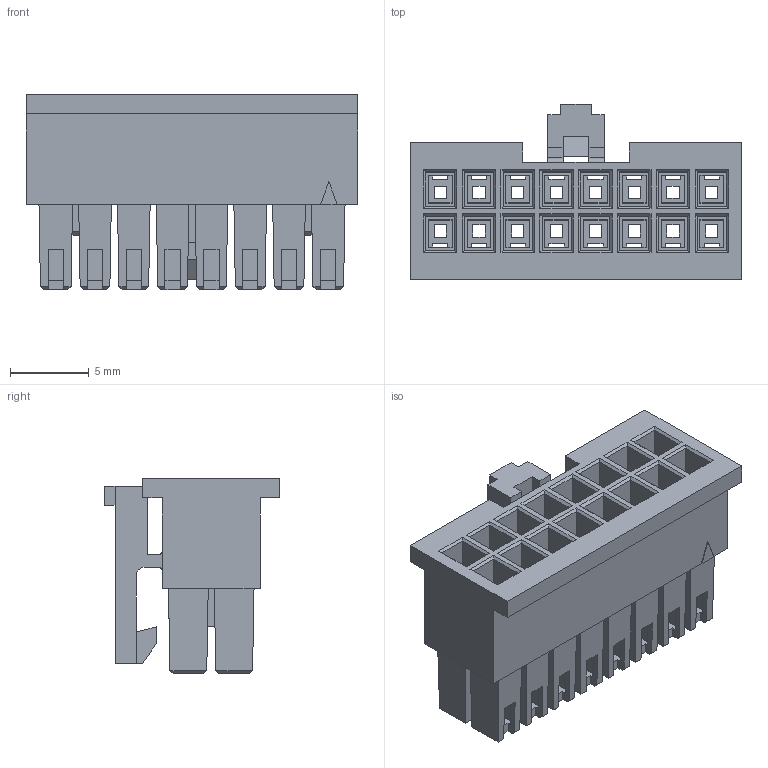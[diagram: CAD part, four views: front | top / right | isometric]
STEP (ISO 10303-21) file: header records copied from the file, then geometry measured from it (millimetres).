
FILE_DESCRIPTION( ('This file contains a STEP AP42 implementation' ,'as created by ZW3D STEP Interface translator.') ,'2;1' );
FILE_NAME( 'WF2549A-2HXXX01.stp' ,'23 5 5.15 339', (''), ('ZWCAD Software Co.'), 'Version 1.0', 'ZW3D to STEP translator', '' );
FILE_SCHEMA(('AUTOMOTIVE_DESIGN { 1 0 10303 214 1 1 1 1 }'));
Length unit declared in the file: millimetre
Products named in the file (2): 0; WF2549A-2H08W01
Bounding box: 21.06 x 11.14 x 12.44 mm (x, y, z)
Volume: 796.6 mm3; surface area: 2980.6 mm2
Topology: 1 solids, 1 shells, 692 faces, 1858 edges, 1174 vertices
Faces by surface type: plane 686, cylinder 6
Entity records: 21784 total; most frequent: CARTESIAN_POINT 3749, ORIENTED_EDGE 3716, DIRECTION 3248, EDGE_CURVE 1858, VECTOR 1838, LINE 1838, VERTEX_POINT 1174, EDGE_LOOP 764
